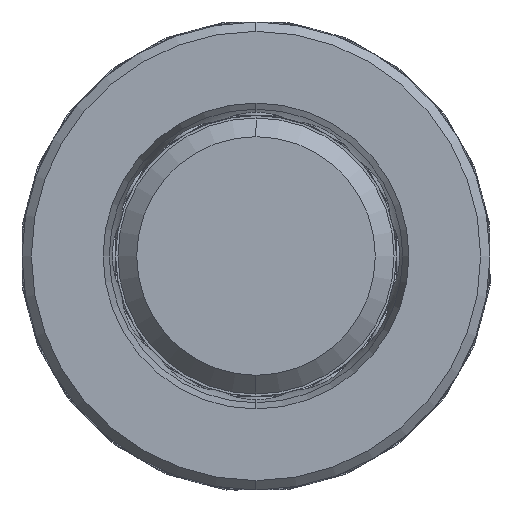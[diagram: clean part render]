
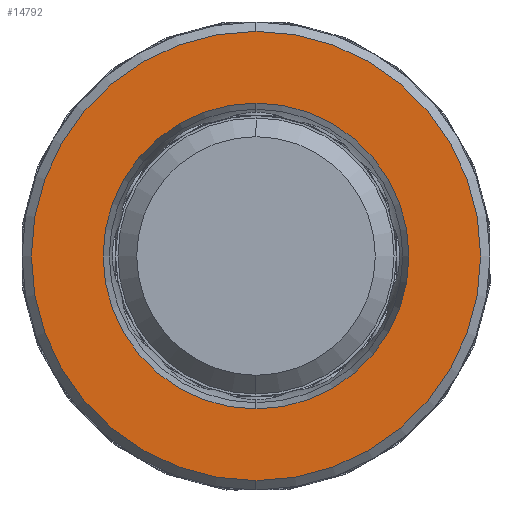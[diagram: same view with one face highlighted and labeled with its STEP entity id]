
A CAD part, front view. The second image highlights one B-rep face of the part: STEP entity #14792.
In plain terms, the highlighted planar face has unit normal (0, -1, 0).
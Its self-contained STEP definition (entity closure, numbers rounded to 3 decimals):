
#303 = ORIENTED_EDGE ( 'NONE', *, *, #8088, .F. ) ;
#1704 = DIRECTION ( 'NONE',  ( 0., -1., 0. ) ) ;
#2787 = DIRECTION ( 'NONE',  ( 0., 0., 1. ) ) ;
#2863 = CARTESIAN_POINT ( 'NONE',  ( 221.174, -6.032, 0. ) ) ;
#3692 = FACE_OUTER_BOUND ( 'NONE', #11007, .T. ) ;
#3715 = VERTEX_POINT ( 'NONE', #19168 ) ;
#3935 = VERTEX_POINT ( 'NONE', #22130 ) ;
#4085 = ORIENTED_EDGE ( 'NONE', *, *, #4970, .T. ) ;
#4210 = AXIS2_PLACEMENT_3D ( 'NONE', #6227, #16885, #2787 ) ;
#4900 = VERTEX_POINT ( 'NONE', #10503 ) ;
#4970 = EDGE_CURVE ( 'NONE', #3935, #6226, #22578, .T. ) ;
#6095 = CIRCLE ( 'NONE', #12737, 24. ) ;
#6226 = VERTEX_POINT ( 'NONE', #13186 ) ;
#6227 = CARTESIAN_POINT ( 'NONE',  ( 197.174, -6.032, 0. ) ) ;
#7067 = EDGE_CURVE ( 'NONE', #6226, #3935, #6095, .T. ) ;
#8088 = EDGE_CURVE ( 'NONE', #4900, #3715, #22092, .T. ) ;
#9317 = ORIENTED_EDGE ( 'NONE', *, *, #16911, .F. ) ;
#9712 = CIRCLE ( 'NONE', #9839, 16.34 ) ;
#9768 = DIRECTION ( 'NONE',  ( 0., -1., 0. ) ) ;
#9839 = AXIS2_PLACEMENT_3D ( 'NONE', #2863, #22212, #16815 ) ;
#9914 = CARTESIAN_POINT ( 'NONE',  ( 221.174, -6.032, 0. ) ) ;
#10503 = CARTESIAN_POINT ( 'NONE',  ( 221.174, -6.032, 16.34 ) ) ;
#11007 = EDGE_LOOP ( 'NONE', ( #4085, #21071 ) ) ;
#11551 = DIRECTION ( 'NONE',  ( 0., 0., -1. ) ) ;
#12737 = AXIS2_PLACEMENT_3D ( 'NONE', #16732, #13387, #13751 ) ;
#12777 = FACE_BOUND ( 'NONE', #14006, .T. ) ;
#13186 = CARTESIAN_POINT ( 'NONE',  ( 221.174, -6.032, -24. ) ) ;
#13387 = DIRECTION ( 'NONE',  ( 0., -1., 0. ) ) ;
#13751 = DIRECTION ( 'NONE',  ( 0., 0., -1. ) ) ;
#14006 = EDGE_LOOP ( 'NONE', ( #9317, #303 ) ) ;
#14792 = ADVANCED_FACE ( 'NONE', ( #12777, #3692 ), #20247, .F. ) ;
#16732 = CARTESIAN_POINT ( 'NONE',  ( 221.174, -6.032, 0. ) ) ;
#16815 = DIRECTION ( 'NONE',  ( 0., 0., -1. ) ) ;
#16885 = DIRECTION ( 'NONE',  ( 0., 1., 0. ) ) ;
#16911 = EDGE_CURVE ( 'NONE', #3715, #4900, #9712, .T. ) ;
#19168 = CARTESIAN_POINT ( 'NONE',  ( 221.174, -6.032, -16.34 ) ) ;
#19231 = DIRECTION ( 'NONE',  ( 0., 0., -1. ) ) ;
#19441 = AXIS2_PLACEMENT_3D ( 'NONE', #9914, #9768, #11551 ) ;
#20247 = PLANE ( 'NONE',  #4210 ) ;
#20847 = CARTESIAN_POINT ( 'NONE',  ( 221.174, -6.032, 0. ) ) ;
#21071 = ORIENTED_EDGE ( 'NONE', *, *, #7067, .T. ) ;
#21920 = AXIS2_PLACEMENT_3D ( 'NONE', #20847, #1704, #19231 ) ;
#22092 = CIRCLE ( 'NONE', #19441, 16.34 ) ;
#22130 = CARTESIAN_POINT ( 'NONE',  ( 221.174, -6.032, 24. ) ) ;
#22212 = DIRECTION ( 'NONE',  ( 0., -1., 0. ) ) ;
#22578 = CIRCLE ( 'NONE', #21920, 24. ) ;
